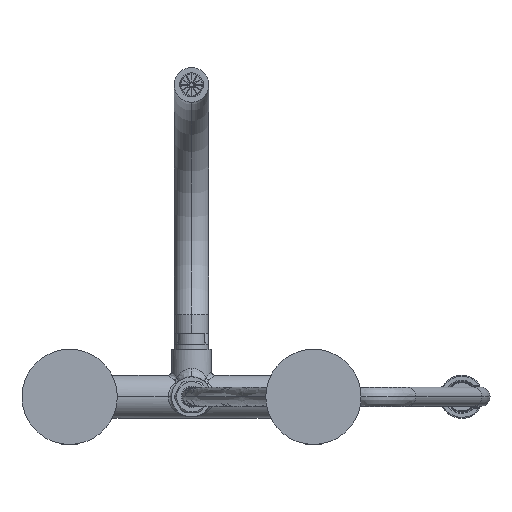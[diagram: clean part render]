
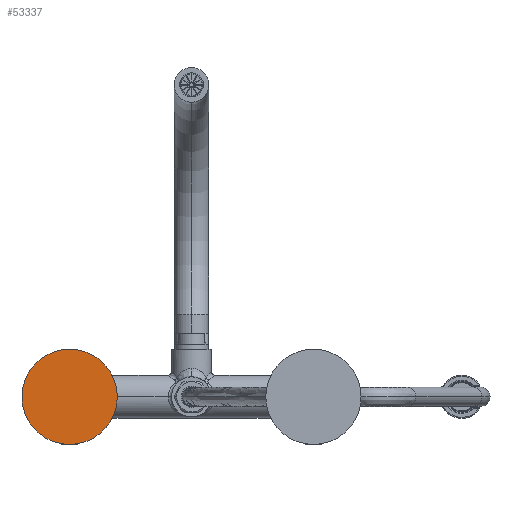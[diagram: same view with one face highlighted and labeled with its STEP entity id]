
A CAD part, front view. The second image highlights one B-rep face of the part: STEP entity #53337.
In plain terms, the highlighted planar face has unit normal (0, -1, 0).
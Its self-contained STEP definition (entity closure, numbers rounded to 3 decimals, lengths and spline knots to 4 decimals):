
#7256=CARTESIAN_POINT('',(-3.5165,-29.998,0.));
#7257=DIRECTION('',(0.,-1.,0.));
#7258=DIRECTION('',(1.,0.,0.));
#7259=AXIS2_PLACEMENT_3D('',#7256,#7257,#7258);
#7270=CARTESIAN_POINT('',(-3.5165,-29.998,0.));
#7271=DIRECTION('',(0.,1.,0.));
#7272=DIRECTION('',(1.,0.,0.));
#7273=AXIS2_PLACEMENT_3D('',#7270,#7271,#7272);
#48120=CARTESIAN_POINT('',(-2.1415,-29.998,0.));
#48121=CARTESIAN_POINT('',(-4.8915,-29.998,0.));
#48122=VERTEX_POINT('',#48120);
#48123=VERTEX_POINT('',#48121);
#53328=CARTESIAN_POINT('',(-3.5165,-29.998,0.));
#53329=DIRECTION('',(0.,1.,0.));
#53330=DIRECTION('',(1.,0.,0.));
#53331=AXIS2_PLACEMENT_3D('',#53328,#53329,#53330);
#53332=PLANE('',#53331);
#53333=ORIENTED_EDGE('',*,*,#53322,.T.);
#53334=ORIENTED_EDGE('',*,*,#53308,.F.);
#53335=EDGE_LOOP('',(#53333,#53334));
#53336=FACE_OUTER_BOUND('',#53335,.F.);
#53337=ADVANCED_FACE('',(#53336),#53332,.F.);
#7260=CIRCLE('',#7259,1.375);
#7274=CIRCLE('',#7273,1.375);
#53308=EDGE_CURVE('',#48122,#48123,#7260,.T.);
#53322=EDGE_CURVE('',#48122,#48123,#7274,.T.);
